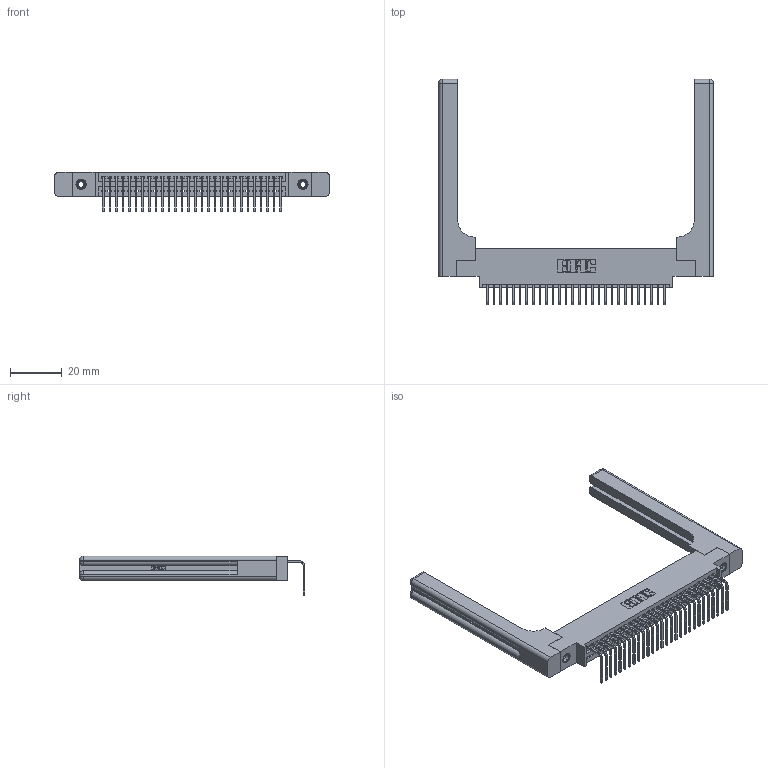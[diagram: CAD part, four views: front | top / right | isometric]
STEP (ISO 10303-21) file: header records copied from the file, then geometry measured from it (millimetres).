
FILE_DESCRIPTION (( 'STEP AP203' ), '1' );
FILE_NAME ('345-028-558-658.STEP', '2019-10-10T14:00:07', ( '' ), ( '' ), 'SwSTEP 2.0', 'SolidWorks 2016', '' );
FILE_SCHEMA (( 'CONFIG_CONTROL_DESIGN' ));
Length unit declared in the file: inch
Products named in the file (5): 345-292-001_558 Tail - 2; 345-250-001_345-250-001-102; 345-220-058_345-220-058; 345-028-558-658; 345 Part_0.170 Offset - 0.156 Dia-TH
Assembly tree (33 placements, depth 2):
  345-028-558-658
    345 Part_0.170 Offset - 0.156 Dia-TH
    345-292-001_558 Tail - 2  x28
    345-250-001_345-250-001-102  x2
    345-220-058_345-220-058  x2
Bounding box: 106.15 x 87.11 x 15.37 mm (x, y, z)
Volume: 18452.1 mm3; surface area: 19008.9 mm2
Topology: 33 solids, 33 shells, 2066 faces, 6115 edges, 4018 vertices
Faces by surface type: plane 1408, cylinder 598, bspline 36, cone 12, sphere 8, torus 4
Entity records: 28356 total; most frequent: CARTESIAN_POINT 5885, ORIENTED_EDGE 4644, DIRECTION 4106, EDGE_CURVE 2322, VECTOR 1986, LINE 1986, VERTEX_POINT 1538, AXIS2_PLACEMENT_3D 1060
